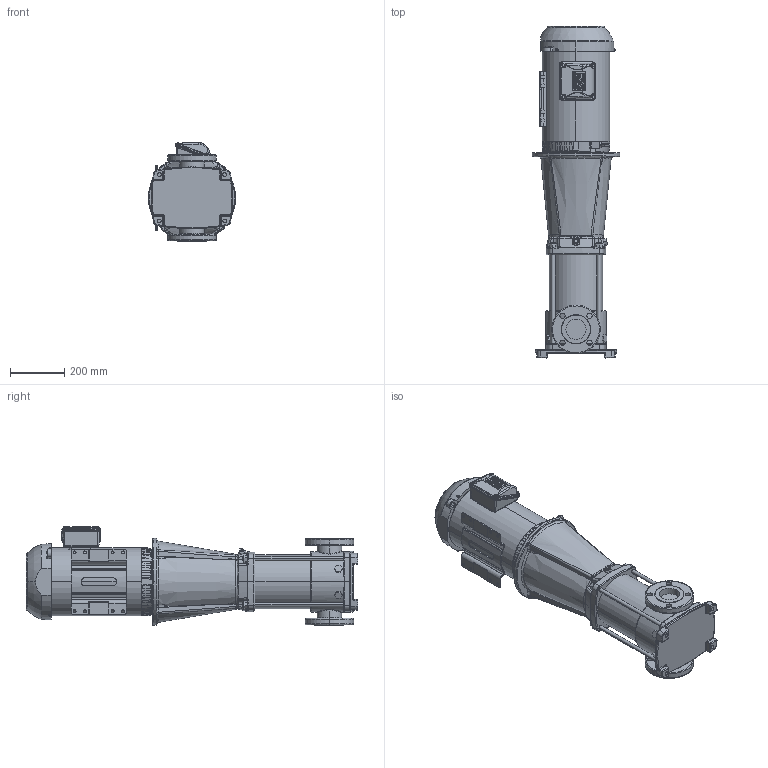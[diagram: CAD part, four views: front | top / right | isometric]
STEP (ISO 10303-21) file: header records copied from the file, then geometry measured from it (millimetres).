
FILE_DESCRIPTION (( 'STEP AP203' ), '1' );
FILE_NAME ('3350097 - MVI-160-3-15 HP-254TC-304-E-575~3.step', '2022-03-31T13:59:00', ( '' ), ( '' ), 'SwSTEP 2.0', 'SolidWorks 2021', '' );
FILE_SCHEMA (( 'CONFIG_CONTROL_DESIGN' ));
Length unit declared in the file: inch
Products named in the file (5): TEFC MOTOR_2700101 - NEMA V2 15 HP 254_6TC 575~3 TEFC W; sbi_n_32-3_flange(NEMA); MVI PEO - [304-EPDM]_3304097 - MVI-160-3-15 HP-254TC-304-E-S; 3350097 - MVI-160-3-15 HP-254TC-304-E-575~3; 2700101 - NEMA V2 15 HP 254_6TC 575~3 TEFC W
Assembly tree (4 placements, depth 3):
  3350097 - MVI-160-3-15 HP-254TC-304-E-575~3
    MVI PEO - [304-EPDM]_3304097 - MVI-160-3-15 HP-254TC-304-E-S
      sbi_n_32-3_flange(NEMA)
    TEFC MOTOR_2700101 - NEMA V2 15 HP 254_6TC 575~3 TEFC W
      2700101 - NEMA V2 15 HP 254_6TC 575~3 TEFC W
Bounding box: 320 x 1218.97 x 362.52 mm (x, y, z)
Volume: 55607927.3 mm3; surface area: 1972744.1 mm2
Topology: 23 solids, 43 shells, 3977 faces, 10352 edges, 6720 vertices
Faces by surface type: plane 1937, cylinder 1468, bspline 305, cone 157, torus 104, sphere 6
Entity records: 151610 total; most frequent: CARTESIAN_POINT 55235, ORIENTED_EDGE 20624, DIRECTION 19292, EDGE_CURVE 10312, AXIS2_PLACEMENT_3D 6862, VERTEX_POINT 6718, VECTOR 5568, LINE 5568
